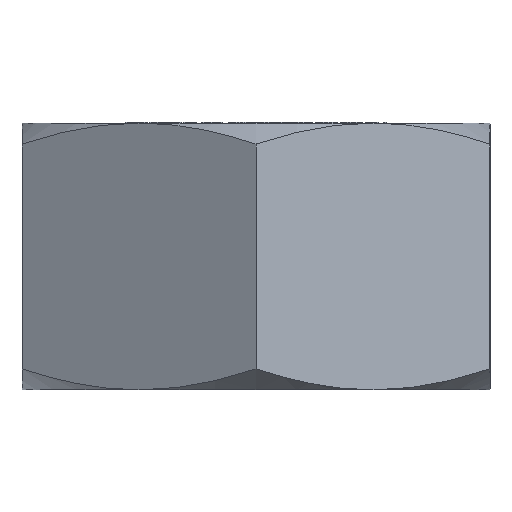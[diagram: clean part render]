
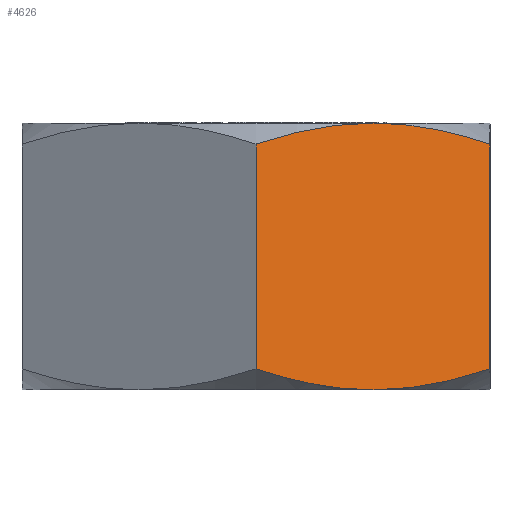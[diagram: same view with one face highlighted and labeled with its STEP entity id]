
A CAD part, front view. The second image highlights one B-rep face of the part: STEP entity #4626.
In plain terms, the highlighted planar face has unit normal (0.5, -0.866, 0).
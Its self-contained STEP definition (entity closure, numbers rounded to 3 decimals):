
#383 = EDGE_CURVE ( 'NONE', #1843, #8929, #11996, .T. ) ;
#413 = EDGE_CURVE ( 'NONE', #9196, #9241, #8890, .T. ) ;
#425 = EDGE_CURVE ( 'NONE', #9241, #1843, #11985, .T. ) ;
#427 = EDGE_CURVE ( 'NONE', #9043, #9196, #11983, .T. ) ;
#428 = EDGE_CURVE ( 'NONE', #9078, #9043, #11982, .T. ) ;
#467 = EDGE_CURVE ( 'NONE', #9078, #8929, #6292, .T. ) ;
#612 = EDGE_LOOP ( 'NONE', ( #1847, #1655, #975, #1659, #871, #985 ) ) ;
#871 = ORIENTED_EDGE ( 'NONE', *, *, #427, .T. ) ;
#975 = ORIENTED_EDGE ( 'NONE', *, *, #467, .F. ) ;
#985 = ORIENTED_EDGE ( 'NONE', *, *, #413, .T. ) ;
#1655 = ORIENTED_EDGE ( 'NONE', *, *, #383, .T. ) ;
#1659 = ORIENTED_EDGE ( 'NONE', *, *, #428, .T. ) ;
#1843 = VERTEX_POINT ( 'NONE', #9723 ) ;
#1847 = ORIENTED_EDGE ( 'NONE', *, *, #425, .T. ) ;
#3895 = CARTESIAN_POINT ( 'NONE',  ( 25., -14.434, 26.267 ) ) ;
#3962 = CARTESIAN_POINT ( 'NONE',  ( 0., -28.868, 2.233 ) ) ;
#4116 = CARTESIAN_POINT ( 'NONE',  ( 25., -14.434, 2.233 ) ) ;
#4626 = ADVANCED_FACE ( 'NONE', ( #10644 ), #6997, .T. ) ;
#6292 = LINE ( 'NONE', #11346, #6293 ) ;
#6293 = VECTOR ( 'NONE', #11430, 1000. ) ;
#6445 = CARTESIAN_POINT ( 'NONE',  ( 12.5, -21.651, 28.5 ) ) ;
#6588 = DIRECTION ( 'NONE',  ( 0., 0., 1. ) ) ;
#6589 = CARTESIAN_POINT ( 'NONE',  ( 25., -14.434, 0. ) ) ;
#6670 = CARTESIAN_POINT ( 'NONE',  ( 0., -28.868, 26.267 ) ) ;
#6671 = CARTESIAN_POINT ( 'NONE',  ( 6.699, -25., 28.5 ) ) ;
#6782 = CARTESIAN_POINT ( 'NONE',  ( 0., -28.868, 0. ) ) ;
#6890 = DIRECTION ( 'NONE',  ( 0.5, -0.866, 0. ) ) ;
#6997 = PLANE ( 'NONE',  #8815 ) ;
#7043 = DIRECTION ( 'NONE',  ( 0.866, 0.5, 0. ) ) ;
#8401 = CARTESIAN_POINT ( 'NONE',  ( 12.5, -21.651, 0. ) ) ;
#8420 = CARTESIAN_POINT ( 'NONE',  ( 0., -28.868, 26.267 ) ) ;
#8815 = AXIS2_PLACEMENT_3D ( 'NONE', #6782, #6890, #7043 ) ;
#8884 = VECTOR ( 'NONE', #6588, 1000. ) ;
#8890 = LINE ( 'NONE', #6589, #8884 ) ;
#8929 = VERTEX_POINT ( 'NONE', #8420 ) ;
#9043 = VERTEX_POINT ( 'NONE', #8401 ) ;
#9078 = VERTEX_POINT ( 'NONE', #3962 ) ;
#9196 = VERTEX_POINT ( 'NONE', #4116 ) ;
#9241 = VERTEX_POINT ( 'NONE', #3895 ) ;
#9723 = CARTESIAN_POINT ( 'NONE',  ( 12.5, -21.651, 28.5 ) ) ;
#10644 = FACE_OUTER_BOUND ( 'NONE', #612, .T. ) ;
#11200 = CARTESIAN_POINT ( 'NONE',  ( 25., -14.434, 2.233 ) ) ;
#11201 = CARTESIAN_POINT ( 'NONE',  ( 12.5, -21.651, 0. ) ) ;
#11331 = CARTESIAN_POINT ( 'NONE',  ( 18.301, -18.301, 0. ) ) ;
#11346 = CARTESIAN_POINT ( 'NONE',  ( 0., -28.868, 0. ) ) ;
#11360 = CARTESIAN_POINT ( 'NONE',  ( 0., -28.868, 2.233 ) ) ;
#11430 = DIRECTION ( 'NONE',  ( 0., 0., 1. ) ) ;
#11433 = CARTESIAN_POINT ( 'NONE',  ( 6.699, -25., 0. ) ) ;
#11484 = CARTESIAN_POINT ( 'NONE',  ( 12.5, -21.651, 0. ) ) ;
#11503 = CARTESIAN_POINT ( 'NONE',  ( 12.5, -21.651, 28.5 ) ) ;
#11504 = CARTESIAN_POINT ( 'NONE',  ( 18.301, -18.301, 28.5 ) ) ;
#11680 = CARTESIAN_POINT ( 'NONE',  ( 25., -14.434, 26.267 ) ) ;
#11982 =( BOUNDED_CURVE ( )  B_SPLINE_CURVE ( 2, ( #11360, #11433, #11484 ),
 .UNSPECIFIED., .F., .F. ) 
 B_SPLINE_CURVE_WITH_KNOTS ( ( 3, 3 ),
 ( 1.242, 2.902 ),
 .UNSPECIFIED. ) 
 CURVE ( )  GEOMETRIC_REPRESENTATION_ITEM ( )  RATIONAL_B_SPLINE_CURVE ( ( 1.058, 1.068, 1. ) ) 
 REPRESENTATION_ITEM ( '' )  );
#11983 =( BOUNDED_CURVE ( )  B_SPLINE_CURVE ( 2, ( #11201, #11331, #11200 ),
 .UNSPECIFIED., .F., .F. ) 
 B_SPLINE_CURVE_WITH_KNOTS ( ( 3, 3 ),
 ( 2.902, 4.562 ),
 .UNSPECIFIED. ) 
 CURVE ( )  GEOMETRIC_REPRESENTATION_ITEM ( )  RATIONAL_B_SPLINE_CURVE ( ( 1., 1.068, 1.058 ) ) 
 REPRESENTATION_ITEM ( '' )  );
#11985 =( BOUNDED_CURVE ( )  B_SPLINE_CURVE ( 2, ( #11680, #11504, #11503 ),
 .UNSPECIFIED., .F., .F. ) 
 B_SPLINE_CURVE_WITH_KNOTS ( ( 3, 3 ),
 ( 1.242, 2.902 ),
 .UNSPECIFIED. ) 
 CURVE ( )  GEOMETRIC_REPRESENTATION_ITEM ( )  RATIONAL_B_SPLINE_CURVE ( ( 1.058, 1.068, 1. ) ) 
 REPRESENTATION_ITEM ( '' )  );
#11996 =( BOUNDED_CURVE ( )  B_SPLINE_CURVE ( 2, ( #6445, #6671, #6670 ),
 .UNSPECIFIED., .F., .F. ) 
 B_SPLINE_CURVE_WITH_KNOTS ( ( 3, 3 ),
 ( 2.902, 4.562 ),
 .UNSPECIFIED. ) 
 CURVE ( )  GEOMETRIC_REPRESENTATION_ITEM ( )  RATIONAL_B_SPLINE_CURVE ( ( 1., 1.068, 1.058 ) ) 
 REPRESENTATION_ITEM ( '' )  );
